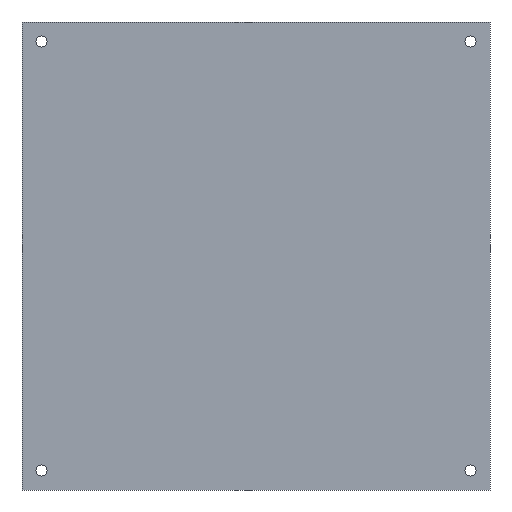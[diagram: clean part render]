
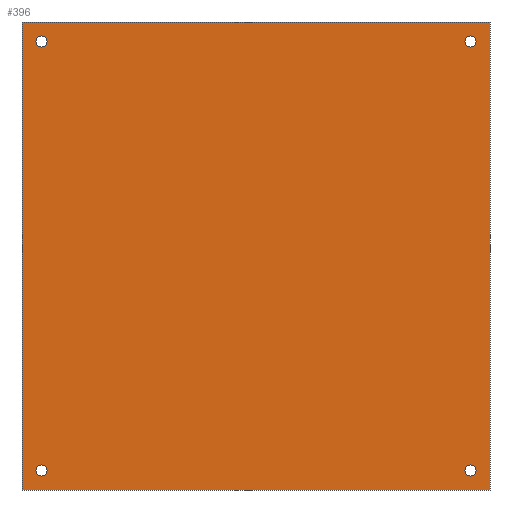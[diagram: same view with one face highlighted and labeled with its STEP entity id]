
A CAD part, front view. The second image highlights one B-rep face of the part: STEP entity #396.
In plain terms, the highlighted planar face has unit normal (0, -1, 0).
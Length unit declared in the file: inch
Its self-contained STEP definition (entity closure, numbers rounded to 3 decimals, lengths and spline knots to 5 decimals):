
#4 = DIRECTION ( 'NONE',  ( 0., 0., -1. ) ) ;
#5 = CIRCLE ( 'NONE', #554, 0.25 ) ;
#8 = AXIS2_PLACEMENT_3D ( 'NONE', #438, #278, #689 ) ;
#9 = FACE_BOUND ( 'NONE', #371, .T. ) ;
#13 = EDGE_CURVE ( 'NONE', #513, #581, #36, .T. ) ;
#16 = CARTESIAN_POINT ( 'NONE',  ( 9.375, -0.065, -9.625 ) ) ;
#19 = CIRCLE ( 'NONE', #540, 0.25 ) ;
#23 = DIRECTION ( 'NONE',  ( -1., 0., 0. ) ) ;
#28 = DIRECTION ( 'NONE',  ( -1., 0., 0. ) ) ;
#36 = CIRCLE ( 'NONE', #8, 0.25 ) ;
#46 = PLANE ( 'NONE',  #523 ) ;
#71 = CARTESIAN_POINT ( 'NONE',  ( -10.5, -0.065, 10.5 ) ) ;
#74 = VERTEX_POINT ( 'NONE', #477 ) ;
#87 = EDGE_LOOP ( 'NONE', ( #350, #237 ) ) ;
#94 = CARTESIAN_POINT ( 'NONE',  ( -10.5, -0.065, -10.5 ) ) ;
#101 = CARTESIAN_POINT ( 'NONE',  ( 10.5, -0.065, -10.5 ) ) ;
#117 = ORIENTED_EDGE ( 'NONE', *, *, #318, .T. ) ;
#128 = DIRECTION ( 'NONE',  ( 0., 0., -1. ) ) ;
#132 = CARTESIAN_POINT ( 'NONE',  ( -10.5, -0.065, 10.5 ) ) ;
#138 = CARTESIAN_POINT ( 'NONE',  ( -9.375, -0.065, 9.625 ) ) ;
#139 = VERTEX_POINT ( 'NONE', #132 ) ;
#141 = VECTOR ( 'NONE', #128, 39.37008 ) ;
#146 = CIRCLE ( 'NONE', #449, 0.25 ) ;
#147 = VERTEX_POINT ( 'NONE', #471 ) ;
#152 = FACE_OUTER_BOUND ( 'NONE', #230, .T. ) ;
#158 = EDGE_CURVE ( 'NONE', #147, #349, #5, .T. ) ;
#159 = VERTEX_POINT ( 'NONE', #16 ) ;
#164 = CARTESIAN_POINT ( 'NONE',  ( 9.625, -0.065, -9.625 ) ) ;
#166 = CARTESIAN_POINT ( 'NONE',  ( -9.875, -0.065, -9.625 ) ) ;
#174 = LINE ( 'NONE', #606, #475 ) ;
#177 = VERTEX_POINT ( 'NONE', #260 ) ;
#178 = CARTESIAN_POINT ( 'NONE',  ( 10.5, -0.065, 10.5 ) ) ;
#200 = VERTEX_POINT ( 'NONE', #210 ) ;
#201 = DIRECTION ( 'NONE',  ( -1., 0., 0. ) ) ;
#202 = CARTESIAN_POINT ( 'NONE',  ( 9.625, -0.065, 9.625 ) ) ;
#208 = ORIENTED_EDGE ( 'NONE', *, *, #564, .T. ) ;
#210 = CARTESIAN_POINT ( 'NONE',  ( 9.875, -0.065, 9.625 ) ) ;
#217 = DIRECTION ( 'NONE',  ( -1., 0., 0. ) ) ;
#219 = VERTEX_POINT ( 'NONE', #94 ) ;
#230 = EDGE_LOOP ( 'NONE', ( #616, #208, #325, #282 ) ) ;
#237 = ORIENTED_EDGE ( 'NONE', *, *, #158, .T. ) ;
#238 = CARTESIAN_POINT ( 'NONE',  ( -9.875, -0.065, 9.625 ) ) ;
#246 = CIRCLE ( 'NONE', #321, 0.25 ) ;
#253 = DIRECTION ( 'NONE',  ( 0., 1., 0. ) ) ;
#254 = DIRECTION ( 'NONE',  ( 0., 0., 1. ) ) ;
#256 = DIRECTION ( 'NONE',  ( -1., 0., 0. ) ) ;
#260 = CARTESIAN_POINT ( 'NONE',  ( 9.875, -0.065, -9.625 ) ) ;
#272 = ORIENTED_EDGE ( 'NONE', *, *, #13, .T. ) ;
#273 = DIRECTION ( 'NONE',  ( 1., 0., 0. ) ) ;
#278 = DIRECTION ( 'NONE',  ( 0., 1., 0. ) ) ;
#282 = ORIENTED_EDGE ( 'NONE', *, *, #441, .T. ) ;
#284 = FACE_BOUND ( 'NONE', #402, .T. ) ;
#288 = CARTESIAN_POINT ( 'NONE',  ( -9.625, -0.065, -9.625 ) ) ;
#291 = LINE ( 'NONE', #71, #141 ) ;
#295 = DIRECTION ( 'NONE',  ( 0., 1., 0. ) ) ;
#298 = EDGE_CURVE ( 'NONE', #219, #340, #457, .T. ) ;
#312 = CARTESIAN_POINT ( 'NONE',  ( -9.625, -0.065, -9.625 ) ) ;
#318 = EDGE_CURVE ( 'NONE', #177, #159, #19, .T. ) ;
#321 = AXIS2_PLACEMENT_3D ( 'NONE', #646, #295, #705 ) ;
#324 = CIRCLE ( 'NONE', #711, 0.25 ) ;
#325 = ORIENTED_EDGE ( 'NONE', *, *, #516, .T. ) ;
#334 = EDGE_CURVE ( 'NONE', #159, #177, #759, .T. ) ;
#340 = VERTEX_POINT ( 'NONE', #101 ) ;
#343 = DIRECTION ( 'NONE',  ( -1., 0., 0. ) ) ;
#347 = DIRECTION ( 'NONE',  ( -1., 0., 0. ) ) ;
#349 = VERTEX_POINT ( 'NONE', #166 ) ;
#350 = ORIENTED_EDGE ( 'NONE', *, *, #738, .T. ) ;
#352 = DIRECTION ( 'NONE',  ( 0., -1., 0. ) ) ;
#370 = DIRECTION ( 'NONE',  ( 0., 1., 0. ) ) ;
#371 = EDGE_LOOP ( 'NONE', ( #597, #469 ) ) ;
#394 = VECTOR ( 'NONE', #347, 39.37008 ) ;
#396 = ADVANCED_FACE ( 'NONE', ( #152, #428, #9, #749, #284 ), #46, .T. ) ;
#402 = EDGE_LOOP ( 'NONE', ( #678, #117 ) ) ;
#426 = ORIENTED_EDGE ( 'NONE', *, *, #544, .T. ) ;
#428 = FACE_BOUND ( 'NONE', #685, .T. ) ;
#438 = CARTESIAN_POINT ( 'NONE',  ( -9.625, -0.065, 9.625 ) ) ;
#439 = CARTESIAN_POINT ( 'NONE',  ( 9.625, -0.065, -9.625 ) ) ;
#441 = EDGE_CURVE ( 'NONE', #139, #219, #291, .T. ) ;
#449 = AXIS2_PLACEMENT_3D ( 'NONE', #288, #699, #343 ) ;
#457 = LINE ( 'NONE', #682, #626 ) ;
#469 = ORIENTED_EDGE ( 'NONE', *, *, #614, .T. ) ;
#471 = CARTESIAN_POINT ( 'NONE',  ( -9.375, -0.065, -9.625 ) ) ;
#475 = VECTOR ( 'NONE', #254, 39.37008 ) ;
#477 = CARTESIAN_POINT ( 'NONE',  ( 10.5, -0.065, 10.5 ) ) ;
#481 = VERTEX_POINT ( 'NONE', #534 ) ;
#513 = VERTEX_POINT ( 'NONE', #238 ) ;
#516 = EDGE_CURVE ( 'NONE', #74, #139, #710, .T. ) ;
#523 = AXIS2_PLACEMENT_3D ( 'NONE', #706, #352, #4 ) ;
#534 = CARTESIAN_POINT ( 'NONE',  ( 9.375, -0.065, 9.625 ) ) ;
#540 = AXIS2_PLACEMENT_3D ( 'NONE', #164, #559, #217 ) ;
#544 = EDGE_CURVE ( 'NONE', #581, #513, #246, .T. ) ;
#554 = AXIS2_PLACEMENT_3D ( 'NONE', #312, #253, #201 ) ;
#559 = DIRECTION ( 'NONE',  ( 0., 1., 0. ) ) ;
#564 = EDGE_CURVE ( 'NONE', #340, #74, #174, .T. ) ;
#581 = VERTEX_POINT ( 'NONE', #138 ) ;
#597 = ORIENTED_EDGE ( 'NONE', *, *, #618, .T. ) ;
#606 = CARTESIAN_POINT ( 'NONE',  ( 10.5, -0.065, -10.5 ) ) ;
#609 = DIRECTION ( 'NONE',  ( 0., 1., 0. ) ) ;
#614 = EDGE_CURVE ( 'NONE', #200, #481, #324, .T. ) ;
#616 = ORIENTED_EDGE ( 'NONE', *, *, #298, .T. ) ;
#618 = EDGE_CURVE ( 'NONE', #481, #200, #622, .T. ) ;
#622 = CIRCLE ( 'NONE', #748, 0.25 ) ;
#624 = AXIS2_PLACEMENT_3D ( 'NONE', #439, #745, #28 ) ;
#626 = VECTOR ( 'NONE', #273, 39.37008 ) ;
#646 = CARTESIAN_POINT ( 'NONE',  ( -9.625, -0.065, 9.625 ) ) ;
#678 = ORIENTED_EDGE ( 'NONE', *, *, #334, .T. ) ;
#682 = CARTESIAN_POINT ( 'NONE',  ( -10.5, -0.065, -10.5 ) ) ;
#685 = EDGE_LOOP ( 'NONE', ( #272, #426 ) ) ;
#689 = DIRECTION ( 'NONE',  ( -1., 0., 0. ) ) ;
#699 = DIRECTION ( 'NONE',  ( 0., 1., 0. ) ) ;
#705 = DIRECTION ( 'NONE',  ( -1., 0., 0. ) ) ;
#706 = CARTESIAN_POINT ( 'NONE',  ( -10.5, -0.065, 0. ) ) ;
#710 = LINE ( 'NONE', #178, #394 ) ;
#711 = AXIS2_PLACEMENT_3D ( 'NONE', #202, #609, #256 ) ;
#721 = CARTESIAN_POINT ( 'NONE',  ( 9.625, -0.065, 9.625 ) ) ;
#738 = EDGE_CURVE ( 'NONE', #349, #147, #146, .T. ) ;
#745 = DIRECTION ( 'NONE',  ( 0., 1., 0. ) ) ;
#748 = AXIS2_PLACEMENT_3D ( 'NONE', #721, #370, #23 ) ;
#749 = FACE_BOUND ( 'NONE', #87, .T. ) ;
#759 = CIRCLE ( 'NONE', #624, 0.25 ) ;
